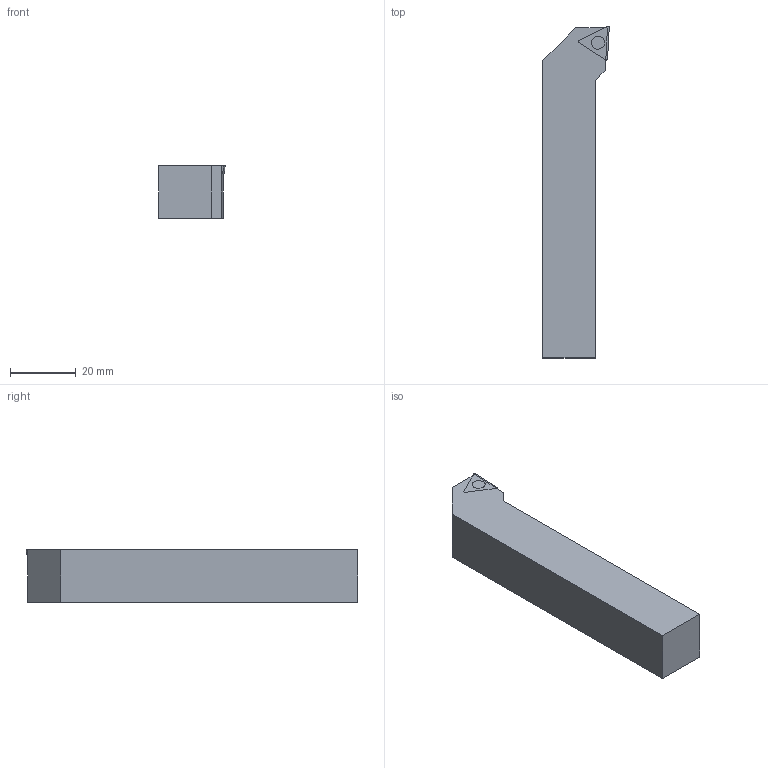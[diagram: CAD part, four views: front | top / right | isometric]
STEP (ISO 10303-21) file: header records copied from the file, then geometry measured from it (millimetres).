
FILE_DESCRIPTION(/* description */ (''),/* implementation_level */ '2;1');
FILE_NAME(/* name */ 'STJCL1616H11_SIM.stp',/* time_stamp */ '2022-08-16T13:17:43+02:00',/* author */ (''),/* organization */ (''),/* preprocessor_version */ 'ST-DEVELOPER v16.7',/* originating_system */ 'SIEMENS PLM Software NX 12.0',/* authorisation */ '');
FILE_SCHEMA (('AUTOMOTIVE_DESIGN { 1 0 10303 214 3 1 1 1 }'));
Length unit declared in the file: millimetre
Products named in the file (1): krab7820431Apc5i
Bounding box: 20.23 x 101.05 x 16 mm (x, y, z)
Volume: 25791.4 mm3; surface area: 7097.4 mm2
Topology: 2 solids, 2 shells, 21 faces, 51 edges, 34 vertices
Faces by surface type: plane 15, cylinder 5, torus 1
Full cylindrical faces by diameter (mm): 2.8 x1, 4 x1
Entity records: 624 total; most frequent: DIRECTION 100, CARTESIAN_POINT 100, ORIENTED_EDGE 92, EDGE_CURVE 46, LINE 36, VECTOR 36, VERTEX_POINT 32, AXIS2_PLACEMENT_3D 32
